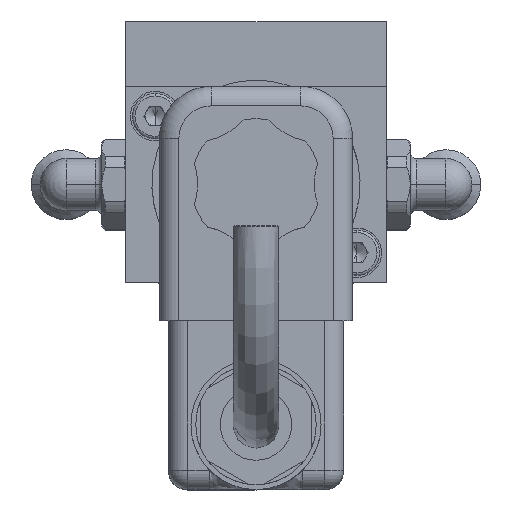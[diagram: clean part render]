
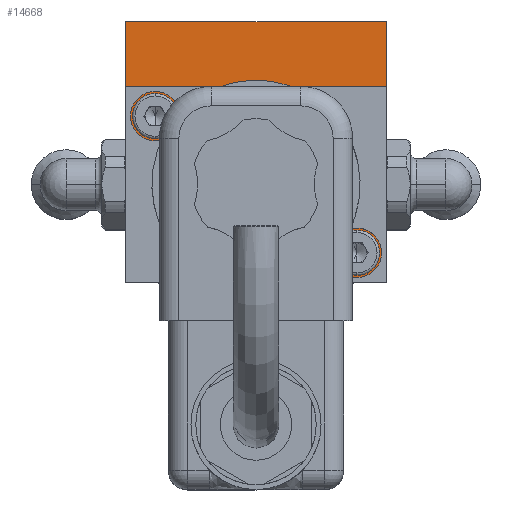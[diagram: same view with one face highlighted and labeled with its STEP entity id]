
A CAD part, top view. The second image highlights one B-rep face of the part: STEP entity #14668.
In plain terms, the highlighted planar face has unit normal (0, 0, 1).
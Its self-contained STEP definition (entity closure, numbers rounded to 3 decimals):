
#83 = CARTESIAN_POINT ( 'NONE',  ( 15.5, -10.5, 0. ) ) ;
#88 = DIRECTION ( 'NONE',  ( -1., 0., 0. ) ) ;
#91 = DIRECTION ( 'NONE',  ( 0., 0., 1. ) ) ;
#418 = VECTOR ( 'NONE', #12843, 1000. ) ;
#422 = VECTOR ( 'NONE', #12941, 1000. ) ;
#470 = CIRCLE ( 'NONE', #11690, 2.25 ) ;
#569 = CIRCLE ( 'NONE', #11706, 2.25 ) ;
#592 = CIRCLE ( 'NONE', #11663, 2.25 ) ;
#840 = CIRCLE ( 'NONE', #11688, 2.25 ) ;
#846 = LINE ( 'NONE', #12943, #422 ) ;
#853 = VECTOR ( 'NONE', #12801, 1000. ) ;
#861 = LINE ( 'NONE', #12811, #418 ) ;
#873 = LINE ( 'NONE', #12803, #853 ) ;
#1186 = DIRECTION ( 'NONE',  ( 0., 0., 1. ) ) ;
#1193 = DIRECTION ( 'NONE',  ( -1., 0., 0. ) ) ;
#1271 = CARTESIAN_POINT ( 'NONE',  ( -15.5, 10.5, 0. ) ) ;
#1307 = ORIENTED_EDGE ( 'NONE', *, *, #13251, .F. ) ;
#1493 = EDGE_LOOP ( 'NONE', ( #1847, #16265 ) ) ;
#1602 = EDGE_LOOP ( 'NONE', ( #16264, #1873, #1698, #16263 ) ) ;
#1698 = ORIENTED_EDGE ( 'NONE', *, *, #13145, .F. ) ;
#1741 = EDGE_LOOP ( 'NONE', ( #1307, #16041 ) ) ;
#1847 = ORIENTED_EDGE ( 'NONE', *, *, #13115, .F. ) ;
#1873 = ORIENTED_EDGE ( 'NONE', *, *, #13147, .F. ) ;
#3187 = DIRECTION ( 'NONE',  ( 0., -1., 0. ) ) ;
#3188 = DIRECTION ( 'NONE',  ( 0., 0., -1. ) ) ;
#3203 = CARTESIAN_POINT ( 'NONE',  ( -20., -15., 0. ) ) ;
#3205 = PLANE ( 'NONE',  #11442 ) ;
#8100 = DIRECTION ( 'NONE',  ( 1., 0., 0. ) ) ;
#8102 = CARTESIAN_POINT ( 'NONE',  ( -20., -15., 0. ) ) ;
#8172 = VERTEX_POINT ( 'NONE', #8186 ) ;
#8186 = CARTESIAN_POINT ( 'NONE',  ( -20., -15., 0. ) ) ;
#8205 = VERTEX_POINT ( 'NONE', #15520 ) ;
#8381 = VERTEX_POINT ( 'NONE', #15592 ) ;
#8451 = VERTEX_POINT ( 'NONE', #15614 ) ;
#8481 = VERTEX_POINT ( 'NONE', #15627 ) ;
#8647 = VERTEX_POINT ( 'NONE', #15939 ) ;
#8763 = VERTEX_POINT ( 'NONE', #15890 ) ;
#8918 = VERTEX_POINT ( 'NONE', #15931 ) ;
#10317 = FACE_BOUND ( 'NONE', #1493, .T. ) ;
#10337 = FACE_OUTER_BOUND ( 'NONE', #1602, .T. ) ;
#10469 = FACE_BOUND ( 'NONE', #1741, .T. ) ;
#11442 = AXIS2_PLACEMENT_3D ( 'NONE', #3203, #3188, #3187 ) ;
#11663 = AXIS2_PLACEMENT_3D ( 'NONE', #1271, #1186, #1193 ) ;
#11688 = AXIS2_PLACEMENT_3D ( 'NONE', #13294, #12837, #12834 ) ;
#11690 = AXIS2_PLACEMENT_3D ( 'NONE', #12944, #12883, #12949 ) ;
#11706 = AXIS2_PLACEMENT_3D ( 'NONE', #83, #91, #88 ) ;
#12801 = DIRECTION ( 'NONE',  ( 0., 1., 0. ) ) ;
#12803 = CARTESIAN_POINT ( 'NONE',  ( -20., -15., 0. ) ) ;
#12811 = CARTESIAN_POINT ( 'NONE',  ( -20., 25., 0. ) ) ;
#12834 = DIRECTION ( 'NONE',  ( -1., 0., 0. ) ) ;
#12837 = DIRECTION ( 'NONE',  ( 0., 0., 1. ) ) ;
#12843 = DIRECTION ( 'NONE',  ( 1., 0., 0. ) ) ;
#12883 = DIRECTION ( 'NONE',  ( 0., 0., 1. ) ) ;
#12941 = DIRECTION ( 'NONE',  ( 0., 1., 0. ) ) ;
#12943 = CARTESIAN_POINT ( 'NONE',  ( 20., -15., 0. ) ) ;
#12944 = CARTESIAN_POINT ( 'NONE',  ( -15.5, 10.5, 0. ) ) ;
#12949 = DIRECTION ( 'NONE',  ( -1., 0., 0. ) ) ;
#13115 = EDGE_CURVE ( 'NONE', #8763, #8205, #569, .T. ) ;
#13145 = EDGE_CURVE ( 'NONE', #8172, #8647, #873, .T. ) ;
#13147 = EDGE_CURVE ( 'NONE', #8647, #8451, #861, .T. ) ;
#13148 = EDGE_CURVE ( 'NONE', #8205, #8763, #840, .T. ) ;
#13149 = EDGE_CURVE ( 'NONE', #8481, #8451, #846, .T. ) ;
#13151 = EDGE_CURVE ( 'NONE', #8918, #8381, #470, .T. ) ;
#13251 = EDGE_CURVE ( 'NONE', #8381, #8918, #592, .T. ) ;
#13294 = CARTESIAN_POINT ( 'NONE',  ( 15.5, -10.5, 0. ) ) ;
#13450 = EDGE_CURVE ( 'NONE', #8172, #8481, #15171, .T. ) ;
#14668 = ADVANCED_FACE ( 'NONE', ( #10337, #10317, #10469 ), #3205, .F. ) ;
#15164 = VECTOR ( 'NONE', #8100, 1000. ) ;
#15171 = LINE ( 'NONE', #8102, #15164 ) ;
#15520 = CARTESIAN_POINT ( 'NONE',  ( 17.75, -10.5, 0. ) ) ;
#15592 = CARTESIAN_POINT ( 'NONE',  ( -17.75, 10.5, 0. ) ) ;
#15614 = CARTESIAN_POINT ( 'NONE',  ( 20., 25., 0. ) ) ;
#15627 = CARTESIAN_POINT ( 'NONE',  ( 20., -15., 0. ) ) ;
#15890 = CARTESIAN_POINT ( 'NONE',  ( 13.25, -10.5, 0. ) ) ;
#15931 = CARTESIAN_POINT ( 'NONE',  ( -13.25, 10.5, 0. ) ) ;
#15939 = CARTESIAN_POINT ( 'NONE',  ( -20., 25., 0. ) ) ;
#16041 = ORIENTED_EDGE ( 'NONE', *, *, #13151, .F. ) ;
#16263 = ORIENTED_EDGE ( 'NONE', *, *, #13450, .T. ) ;
#16264 = ORIENTED_EDGE ( 'NONE', *, *, #13149, .T. ) ;
#16265 = ORIENTED_EDGE ( 'NONE', *, *, #13148, .F. ) ;
